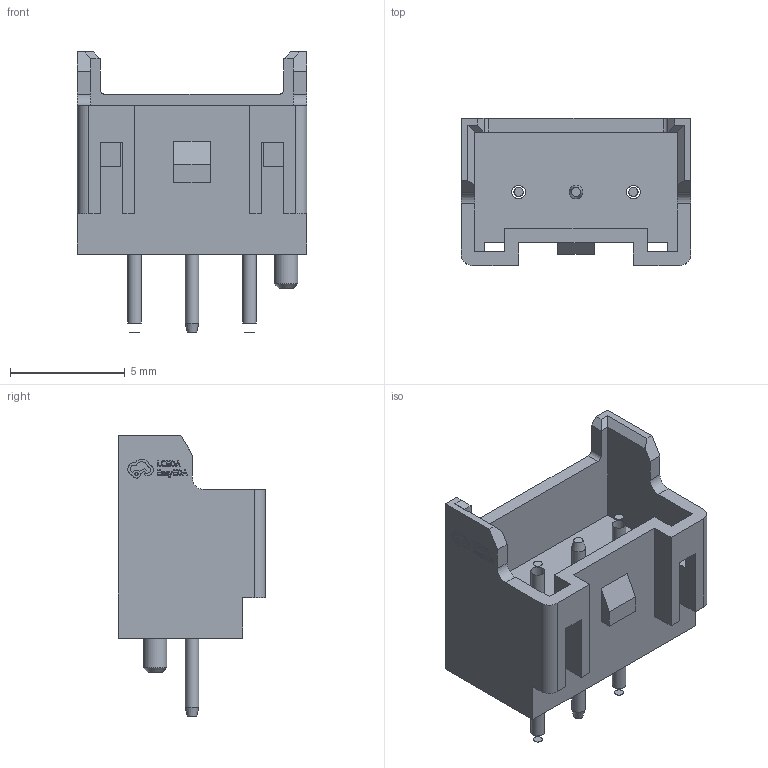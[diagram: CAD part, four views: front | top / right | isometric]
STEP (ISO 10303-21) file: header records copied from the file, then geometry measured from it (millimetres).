
FILE_DESCRIPTION(/* description */ (''),/* implementation_level */ '2;1');
FILE_NAME(/* name */ 'XA 2.5mm 1x3P.step',/* time_stamp */ '2023-05-09T01:51:31+08:00',/* author */ (''),/* organization */ (''),/* preprocessor_version */ 'ST-DEVELOPER v19.2',/* originating_system */ 'Autodesk Translation Framework v12.4.0.73',/* authorisation */ '');
FILE_SCHEMA (('AUTOMOTIVE_DESIGN { 1 0 10303 214 3 1 1 }'));
Length unit declared in the file: millimetre
Products named in the file (4): (未保存); CN1; CONN-TH_B03B-XASK-1-A-LF-SN; COMPOUND (1)
Assembly tree (3 placements, depth 4):
  (未保存)
    CN1
      CONN-TH_B03B-XASK-1-A-LF-SN
        COMPOUND (1)
Bounding box: 10 x 6.4 x 12.2 mm (x, y, z)
Volume: 280.2 mm3; surface area: 500.7 mm2
Topology: 14 solids, 14 shells, 307 faces, 817 edges, 542 vertices
Faces by surface type: plane 189, bspline 98, cylinder 13, cone 7
Full cylindrical faces by diameter (mm): 0.6 x6, 1 x1
Entity records: 10418 total; most frequent: CARTESIAN_POINT 2715, ORIENTED_EDGE 1634, DIRECTION 1257, EDGE_CURVE 817, LINE 585, VECTOR 585, VERTEX_POINT 542, AXIS2_PLACEMENT_3D 336
